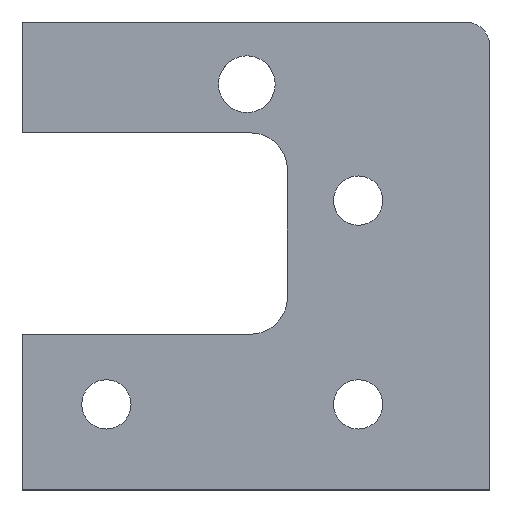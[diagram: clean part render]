
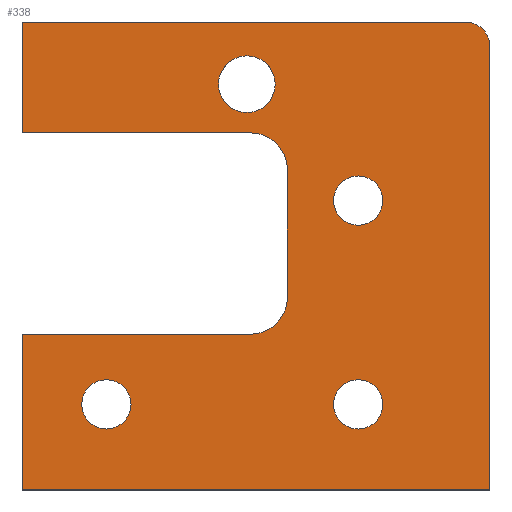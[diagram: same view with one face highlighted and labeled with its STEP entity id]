
A CAD part, top view. The second image highlights one B-rep face of the part: STEP entity #338.
In plain terms, the highlighted planar face has unit normal (0, 0, 1).
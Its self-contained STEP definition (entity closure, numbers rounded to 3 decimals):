
#15=FACE_BOUND('',#66,.T.);
#16=FACE_BOUND('',#67,.T.);
#17=FACE_BOUND('',#68,.T.);
#18=FACE_BOUND('',#69,.T.);
#31=PLANE('',#383);
#48=FACE_OUTER_BOUND('',#65,.T.);
#65=EDGE_LOOP('',(#286,#287,#288,#289,#290,#291,#292,#293,#294,#295,#296));
#66=EDGE_LOOP('',(#297));
#67=EDGE_LOOP('',(#298));
#68=EDGE_LOOP('',(#299));
#69=EDGE_LOOP('',(#300));
#81=LINE('',#512,#112);
#84=LINE('',#518,#115);
#87=LINE('',#524,#118);
#90=LINE('',#530,#121);
#94=LINE('',#542,#125);
#98=LINE('',#554,#129);
#101=LINE('',#560,#132);
#104=LINE('',#566,#135);
#112=VECTOR('',#419,10.);
#115=VECTOR('',#424,10.);
#118=VECTOR('',#429,10.);
#121=VECTOR('',#434,10.);
#125=VECTOR('',#446,10.);
#129=VECTOR('',#458,10.);
#132=VECTOR('',#463,10.);
#135=VECTOR('',#468,10.);
#137=CIRCLE('',#355,2.3);
#139=CIRCLE('',#358,2.);
#141=CIRCLE('',#361,2.);
#143=CIRCLE('',#364,2.);
#146=CIRCLE('',#372,3.);
#148=CIRCLE('',#376,3.);
#150=CIRCLE('',#382,2.);
#151=VERTEX_POINT('',#482);
#153=VERTEX_POINT('',#488);
#155=VERTEX_POINT('',#494);
#157=VERTEX_POINT('',#500);
#161=VERTEX_POINT('',#509);
#162=VERTEX_POINT('',#511);
#164=VERTEX_POINT('',#517);
#166=VERTEX_POINT('',#523);
#168=VERTEX_POINT('',#529);
#170=VERTEX_POINT('',#535);
#172=VERTEX_POINT('',#541);
#174=VERTEX_POINT('',#547);
#176=VERTEX_POINT('',#553);
#178=VERTEX_POINT('',#559);
#180=VERTEX_POINT('',#565);
#181=EDGE_CURVE('',#151,#151,#137,.T.);
#184=EDGE_CURVE('',#153,#153,#139,.T.);
#187=EDGE_CURVE('',#155,#155,#141,.T.);
#190=EDGE_CURVE('',#157,#157,#143,.T.);
#195=EDGE_CURVE('',#162,#161,#81,.T.);
#198=EDGE_CURVE('',#164,#162,#84,.T.);
#201=EDGE_CURVE('',#166,#164,#87,.T.);
#204=EDGE_CURVE('',#168,#166,#90,.T.);
#207=EDGE_CURVE('',#170,#168,#146,.T.);
#210=EDGE_CURVE('',#172,#170,#94,.T.);
#213=EDGE_CURVE('',#174,#172,#148,.T.);
#216=EDGE_CURVE('',#176,#174,#98,.T.);
#219=EDGE_CURVE('',#178,#176,#101,.T.);
#222=EDGE_CURVE('',#180,#178,#104,.T.);
#225=EDGE_CURVE('',#161,#180,#150,.T.);
#286=ORIENTED_EDGE('',*,*,#225,.T.);
#287=ORIENTED_EDGE('',*,*,#222,.T.);
#288=ORIENTED_EDGE('',*,*,#219,.T.);
#289=ORIENTED_EDGE('',*,*,#216,.T.);
#290=ORIENTED_EDGE('',*,*,#213,.T.);
#291=ORIENTED_EDGE('',*,*,#210,.T.);
#292=ORIENTED_EDGE('',*,*,#207,.T.);
#293=ORIENTED_EDGE('',*,*,#204,.T.);
#294=ORIENTED_EDGE('',*,*,#201,.T.);
#295=ORIENTED_EDGE('',*,*,#198,.T.);
#296=ORIENTED_EDGE('',*,*,#195,.T.);
#297=ORIENTED_EDGE('',*,*,#190,.T.);
#298=ORIENTED_EDGE('',*,*,#187,.T.);
#299=ORIENTED_EDGE('',*,*,#184,.T.);
#300=ORIENTED_EDGE('',*,*,#181,.T.);
#338=ADVANCED_FACE('',(#48,#15,#16,#17,#18),#31,.T.);
#355=AXIS2_PLACEMENT_3D('',#483,#389,#390);
#358=AXIS2_PLACEMENT_3D('',#489,#396,#397);
#361=AXIS2_PLACEMENT_3D('',#495,#403,#404);
#364=AXIS2_PLACEMENT_3D('',#501,#410,#411);
#372=AXIS2_PLACEMENT_3D('',#536,#440,#441);
#376=AXIS2_PLACEMENT_3D('',#548,#452,#453);
#382=AXIS2_PLACEMENT_3D('',#570,#474,#475);
#383=AXIS2_PLACEMENT_3D('',#571,#476,#477);
#389=DIRECTION('center_axis',(0.,0.,-1.));
#390=DIRECTION('ref_axis',(-1.,0.,0.));
#396=DIRECTION('center_axis',(0.,0.,-1.));
#397=DIRECTION('ref_axis',(-1.,0.,0.));
#403=DIRECTION('center_axis',(0.,0.,-1.));
#404=DIRECTION('ref_axis',(-1.,0.,0.));
#410=DIRECTION('center_axis',(0.,0.,-1.));
#411=DIRECTION('ref_axis',(-1.,0.,0.));
#419=DIRECTION('',(0.,1.,0.));
#424=DIRECTION('',(1.,0.,0.));
#429=DIRECTION('',(0.,-1.,0.));
#434=DIRECTION('',(-1.,0.,0.));
#440=DIRECTION('center_axis',(0.,0.,-1.));
#441=DIRECTION('ref_axis',(0.,-1.,0.));
#446=DIRECTION('',(0.,-1.,0.));
#452=DIRECTION('center_axis',(0.,0.,-1.));
#453=DIRECTION('ref_axis',(1.,0.,0.));
#458=DIRECTION('',(1.,0.,0.));
#463=DIRECTION('',(0.,-1.,0.));
#468=DIRECTION('',(-1.,0.,0.));
#474=DIRECTION('center_axis',(0.,0.,1.));
#475=DIRECTION('ref_axis',(1.,0.,0.));
#476=DIRECTION('center_axis',(0.,0.,1.));
#477=DIRECTION('ref_axis',(-1.,0.,0.));
#482=CARTESIAN_POINT('',(-17.44,-5.05,2.35));
#483=CARTESIAN_POINT('Origin',(-19.74,-5.05,2.35));
#488=CARTESIAN_POINT('',(-29.15,-31.05,2.35));
#489=CARTESIAN_POINT('Origin',(-31.15,-31.05,2.35));
#494=CARTESIAN_POINT('',(-8.7,-14.5,2.35));
#495=CARTESIAN_POINT('Origin',(-10.7,-14.5,2.35));
#500=CARTESIAN_POINT('',(-8.7,-31.05,2.35));
#501=CARTESIAN_POINT('Origin',(-10.7,-31.05,2.35));
#509=CARTESIAN_POINT('',(0.,-2.,2.35));
#511=CARTESIAN_POINT('',(0.,-38.,2.35));
#512=CARTESIAN_POINT('',(0.,-2.,2.35));
#517=CARTESIAN_POINT('',(-38.,-38.,2.35));
#518=CARTESIAN_POINT('',(0.,-38.,2.35));
#523=CARTESIAN_POINT('',(-38.,-25.35,2.35));
#524=CARTESIAN_POINT('',(-38.,-38.,2.35));
#529=CARTESIAN_POINT('',(-19.45,-25.35,2.35));
#530=CARTESIAN_POINT('',(-19.45,-25.35,2.35));
#535=CARTESIAN_POINT('',(-16.45,-22.35,2.35));
#536=CARTESIAN_POINT('Origin',(-19.45,-22.35,2.35));
#541=CARTESIAN_POINT('',(-16.45,-12.,2.35));
#542=CARTESIAN_POINT('',(-16.45,-12.,2.35));
#547=CARTESIAN_POINT('',(-19.45,-9.,2.35));
#548=CARTESIAN_POINT('Origin',(-19.45,-12.,2.35));
#553=CARTESIAN_POINT('',(-38.,-9.,2.35));
#554=CARTESIAN_POINT('',(-61.7,-9.,2.35));
#559=CARTESIAN_POINT('',(-38.,0.,2.35));
#560=CARTESIAN_POINT('',(-38.,-38.,2.35));
#565=CARTESIAN_POINT('',(-2.,0.,2.35));
#566=CARTESIAN_POINT('',(-38.,0.,2.35));
#570=CARTESIAN_POINT('Origin',(-2.,-2.,2.35));
#571=CARTESIAN_POINT('Origin',(-19.,-19.,2.35));
